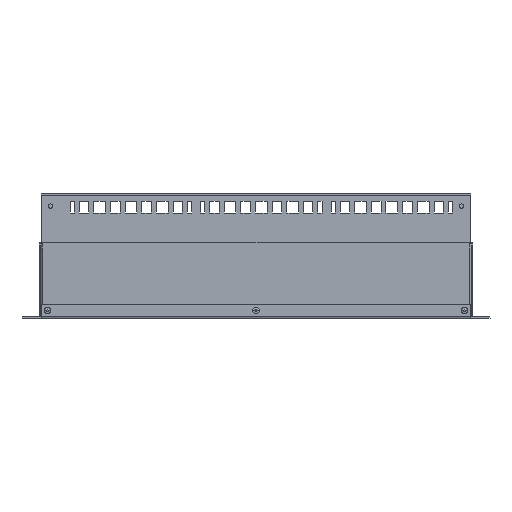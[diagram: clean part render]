
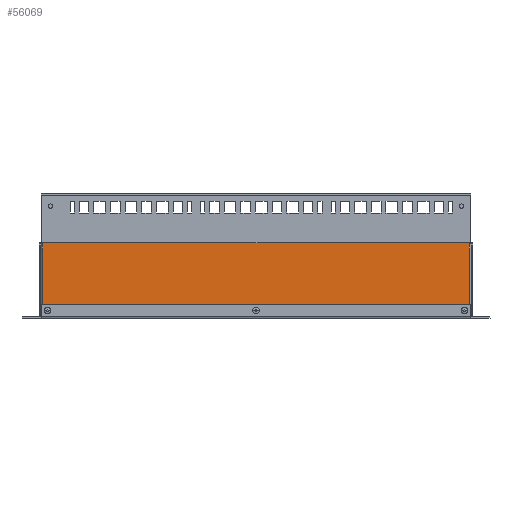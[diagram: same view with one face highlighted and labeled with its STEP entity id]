
A CAD part, front view. The second image highlights one B-rep face of the part: STEP entity #56069.
In plain terms, the highlighted planar face has unit normal (0, -1, 0).
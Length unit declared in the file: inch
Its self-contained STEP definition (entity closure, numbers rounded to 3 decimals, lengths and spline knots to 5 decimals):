
#257 = CARTESIAN_POINT ( 'NONE',  ( 8.69, 0.0643, 3. ) ) ;
#281 = AXIS2_PLACEMENT_3D ( 'NONE', #1311, #69314, #8138 ) ;
#536 = CARTESIAN_POINT ( 'NONE',  ( 8.49, 0.0643, 0.182 ) ) ;
#1240 = DIRECTION ( 'NONE',  ( 0., 0., -1. ) ) ;
#1311 = CARTESIAN_POINT ( 'NONE',  ( 8.49, 0.0643, 0.25 ) ) ;
#2231 = VECTOR ( 'NONE', #42492, 39.37008 ) ;
#2643 = CARTESIAN_POINT ( 'NONE',  ( -8.75, 0.0643, 3. ) ) ;
#3784 = PLANE ( 'NONE',  #61263 ) ;
#5517 = DIRECTION ( 'NONE',  ( 0., -1., 0. ) ) ;
#5686 = CARTESIAN_POINT ( 'NONE',  ( -8.49, 0.0643, 0.25 ) ) ;
#5990 = VERTEX_POINT ( 'NONE', #65324 ) ;
#6307 = CARTESIAN_POINT ( 'NONE',  ( -8.69, 0.0643, 0.0598 ) ) ;
#6704 = EDGE_CURVE ( 'NONE', #87392, #82049, #37664, .T. ) ;
#6911 = EDGE_LOOP ( 'NONE', ( #56099, #61608 ) ) ;
#8138 = DIRECTION ( 'NONE',  ( 0., 0., 1. ) ) ;
#8698 = VECTOR ( 'NONE', #66778, 39.37008 ) ;
#9198 = CARTESIAN_POINT ( 'NONE',  ( 8.69, 0.0643, 3. ) ) ;
#11007 = VECTOR ( 'NONE', #1240, 39.37008 ) ;
#11270 = CARTESIAN_POINT ( 'NONE',  ( -8.75, 0.0643, 0.0598 ) ) ;
#11387 = EDGE_CURVE ( 'NONE', #5990, #83329, #56039, .T. ) ;
#12579 = CARTESIAN_POINT ( 'NONE',  ( -8.49, 0.0643, 0.25 ) ) ;
#12869 = AXIS2_PLACEMENT_3D ( 'NONE', #12579, #59832, #74338 ) ;
#13567 = CARTESIAN_POINT ( 'NONE',  ( 0., 0.0643, 0.25 ) ) ;
#14645 = EDGE_CURVE ( 'NONE', #82213, #48528, #47840, .T. ) ;
#14795 = VERTEX_POINT ( 'NONE', #43127 ) ;
#15533 = EDGE_CURVE ( 'NONE', #21340, #21072, #20689, .T. ) ;
#16193 = VECTOR ( 'NONE', #56389, 39.37008 ) ;
#16269 = DIRECTION ( 'NONE',  ( 1., 0., 0. ) ) ;
#16641 = CARTESIAN_POINT ( 'NONE',  ( 8.49, 0.0643, 0.318 ) ) ;
#16915 = AXIS2_PLACEMENT_3D ( 'NONE', #18752, #25591, #25884 ) ;
#16947 = FACE_BOUND ( 'NONE', #41498, .T. ) ;
#16956 = VERTEX_POINT ( 'NONE', #20053 ) ;
#18752 = CARTESIAN_POINT ( 'NONE',  ( 0., 0.0643, 0.25 ) ) ;
#18776 = CARTESIAN_POINT ( 'NONE',  ( 8.69, 0.0643, 0.0598 ) ) ;
#19004 = FACE_BOUND ( 'NONE', #6911, .T. ) ;
#19191 = AXIS2_PLACEMENT_3D ( 'NONE', #5686, #20115, #74226 ) ;
#19574 = VECTOR ( 'NONE', #62110, 39.37008 ) ;
#20053 = CARTESIAN_POINT ( 'NONE',  ( -8.25, 0.0643, 0. ) ) ;
#20115 = DIRECTION ( 'NONE',  ( 0., -1., 0. ) ) ;
#20689 = CIRCLE ( 'NONE', #12869, 0.068 ) ;
#20941 = VERTEX_POINT ( 'NONE', #6307 ) ;
#21021 = ORIENTED_EDGE ( 'NONE', *, *, #6704, .F. ) ;
#21072 = VERTEX_POINT ( 'NONE', #87061 ) ;
#21075 = CIRCLE ( 'NONE', #21953, 0.068 ) ;
#21150 = FACE_BOUND ( 'NONE', #52980, .T. ) ;
#21340 = VERTEX_POINT ( 'NONE', #42968 ) ;
#21953 = AXIS2_PLACEMENT_3D ( 'NONE', #46252, #5517, #26477 ) ;
#22154 = CARTESIAN_POINT ( 'NONE',  ( -8.75, 0.0643, 0.0598 ) ) ;
#25591 = DIRECTION ( 'NONE',  ( 0., -1., 0. ) ) ;
#25884 = DIRECTION ( 'NONE',  ( 0., 0., 1. ) ) ;
#26477 = DIRECTION ( 'NONE',  ( 0., 0., 1. ) ) ;
#27853 = ORIENTED_EDGE ( 'NONE', *, *, #14645, .T. ) ;
#27882 = DIRECTION ( 'NONE',  ( 0., 0., -1. ) ) ;
#28732 = EDGE_CURVE ( 'NONE', #82213, #35341, #63614, .T. ) ;
#30350 = CIRCLE ( 'NONE', #19191, 0.068 ) ;
#30826 = LINE ( 'NONE', #22154, #2231 ) ;
#30835 = ORIENTED_EDGE ( 'NONE', *, *, #28732, .F. ) ;
#33174 = CARTESIAN_POINT ( 'NONE',  ( 0., 0.0643, 0.182 ) ) ;
#33433 = CARTESIAN_POINT ( 'NONE',  ( 8.25, 0.0643, 3. ) ) ;
#33708 = LINE ( 'NONE', #41135, #35890 ) ;
#33725 = DIRECTION ( 'NONE',  ( 0., 0., 1. ) ) ;
#33873 = EDGE_CURVE ( 'NONE', #82049, #87392, #21075, .T. ) ;
#35341 = VERTEX_POINT ( 'NONE', #37201 ) ;
#35890 = VECTOR ( 'NONE', #27882, 39.37008 ) ;
#36602 = EDGE_CURVE ( 'NONE', #70614, #20941, #37476, .T. ) ;
#36635 = DIRECTION ( 'NONE',  ( 0., 1., 0. ) ) ;
#37201 = CARTESIAN_POINT ( 'NONE',  ( 8.25, 0.0643, 0.0598 ) ) ;
#37476 = LINE ( 'NONE', #68632, #11007 ) ;
#37664 = CIRCLE ( 'NONE', #281, 0.068 ) ;
#38769 = EDGE_CURVE ( 'NONE', #14795, #20941, #30826, .T. ) ;
#38947 = VERTEX_POINT ( 'NONE', #44224 ) ;
#41135 = CARTESIAN_POINT ( 'NONE',  ( -8.25, 0.0643, 3. ) ) ;
#41498 = EDGE_LOOP ( 'NONE', ( #80513, #75249 ) ) ;
#41792 = LINE ( 'NONE', #63003, #19574 ) ;
#41841 = VECTOR ( 'NONE', #16269, 39.37008 ) ;
#42492 = DIRECTION ( 'NONE',  ( -1., 0., 0. ) ) ;
#42968 = CARTESIAN_POINT ( 'NONE',  ( -8.49, 0.0643, 0.318 ) ) ;
#43127 = CARTESIAN_POINT ( 'NONE',  ( -8.25, 0.0643, 0.0598 ) ) ;
#43406 = EDGE_LOOP ( 'NONE', ( #30835, #27853, #61772, #69246, #66656, #78909, #73516, #83689 ) ) ;
#43803 = EDGE_CURVE ( 'NONE', #83329, #5990, #86776, .T. ) ;
#44224 = CARTESIAN_POINT ( 'NONE',  ( 8.25, 0.0643, 0. ) ) ;
#46252 = CARTESIAN_POINT ( 'NONE',  ( 8.49, 0.0643, 0.25 ) ) ;
#47051 = EDGE_CURVE ( 'NONE', #38947, #35341, #51111, .T. ) ;
#47840 = LINE ( 'NONE', #9198, #16193 ) ;
#48069 = DIRECTION ( 'NONE',  ( 0., 0., 1. ) ) ;
#48528 = VERTEX_POINT ( 'NONE', #257 ) ;
#49217 = LINE ( 'NONE', #50210, #41841 ) ;
#50210 = CARTESIAN_POINT ( 'NONE',  ( -8.75, 0.0643, 0. ) ) ;
#50731 = FACE_OUTER_BOUND ( 'NONE', #43406, .T. ) ;
#51111 = LINE ( 'NONE', #33433, #68035 ) ;
#52861 = EDGE_CURVE ( 'NONE', #21072, #21340, #30350, .T. ) ;
#52980 = EDGE_LOOP ( 'NONE', ( #21021, #73556 ) ) ;
#54544 = DIRECTION ( 'NONE',  ( 0., -1., 0. ) ) ;
#56039 = CIRCLE ( 'NONE', #66984, 0.068 ) ;
#56069 = ADVANCED_FACE ( 'NONE', ( #19004, #16947, #21150, #50731 ), #3784, .F. ) ;
#56099 = ORIENTED_EDGE ( 'NONE', *, *, #15533, .F. ) ;
#56389 = DIRECTION ( 'NONE',  ( 0., 0., 1. ) ) ;
#56665 = DIRECTION ( 'NONE',  ( 0., 0., 1. ) ) ;
#59832 = DIRECTION ( 'NONE',  ( 0., -1., 0. ) ) ;
#61263 = AXIS2_PLACEMENT_3D ( 'NONE', #2643, #36635, #56665 ) ;
#61608 = ORIENTED_EDGE ( 'NONE', *, *, #52861, .F. ) ;
#61772 = ORIENTED_EDGE ( 'NONE', *, *, #75599, .F. ) ;
#62110 = DIRECTION ( 'NONE',  ( 1., 0., 0. ) ) ;
#63003 = CARTESIAN_POINT ( 'NONE',  ( -8.75, 0.0643, 3. ) ) ;
#63614 = LINE ( 'NONE', #11270, #8698 ) ;
#65324 = CARTESIAN_POINT ( 'NONE',  ( 0., 0.0643, 0.318 ) ) ;
#66656 = ORIENTED_EDGE ( 'NONE', *, *, #38769, .F. ) ;
#66778 = DIRECTION ( 'NONE',  ( -1., 0., 0. ) ) ;
#66984 = AXIS2_PLACEMENT_3D ( 'NONE', #13567, #54544, #48069 ) ;
#68035 = VECTOR ( 'NONE', #33725, 39.37008 ) ;
#68632 = CARTESIAN_POINT ( 'NONE',  ( -8.69, 0.0643, 3. ) ) ;
#69246 = ORIENTED_EDGE ( 'NONE', *, *, #36602, .T. ) ;
#69314 = DIRECTION ( 'NONE',  ( 0., -1., 0. ) ) ;
#70614 = VERTEX_POINT ( 'NONE', #81463 ) ;
#72071 = EDGE_CURVE ( 'NONE', #14795, #16956, #33708, .T. ) ;
#73328 = EDGE_CURVE ( 'NONE', #16956, #38947, #49217, .T. ) ;
#73516 = ORIENTED_EDGE ( 'NONE', *, *, #73328, .T. ) ;
#73556 = ORIENTED_EDGE ( 'NONE', *, *, #33873, .F. ) ;
#74226 = DIRECTION ( 'NONE',  ( 0., 0., 1. ) ) ;
#74338 = DIRECTION ( 'NONE',  ( 0., 0., 1. ) ) ;
#75249 = ORIENTED_EDGE ( 'NONE', *, *, #43803, .F. ) ;
#75599 = EDGE_CURVE ( 'NONE', #70614, #48528, #41792, .T. ) ;
#78909 = ORIENTED_EDGE ( 'NONE', *, *, #72071, .T. ) ;
#80513 = ORIENTED_EDGE ( 'NONE', *, *, #11387, .F. ) ;
#81463 = CARTESIAN_POINT ( 'NONE',  ( -8.69, 0.0643, 3. ) ) ;
#82049 = VERTEX_POINT ( 'NONE', #536 ) ;
#82213 = VERTEX_POINT ( 'NONE', #18776 ) ;
#83329 = VERTEX_POINT ( 'NONE', #33174 ) ;
#83689 = ORIENTED_EDGE ( 'NONE', *, *, #47051, .T. ) ;
#86776 = CIRCLE ( 'NONE', #16915, 0.068 ) ;
#87061 = CARTESIAN_POINT ( 'NONE',  ( -8.49, 0.0643, 0.182 ) ) ;
#87392 = VERTEX_POINT ( 'NONE', #16641 ) ;
